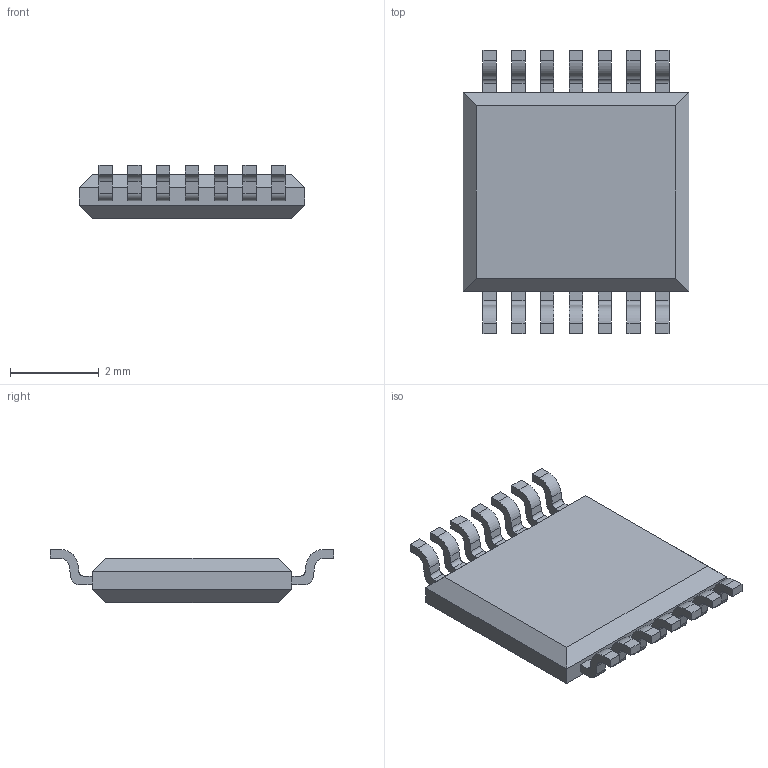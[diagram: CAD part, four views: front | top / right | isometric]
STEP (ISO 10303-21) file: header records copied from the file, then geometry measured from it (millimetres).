
FILE_DESCRIPTION (( 'STEP AP214' ), '1' );
FILE_NAME ('A94237F8-A51B-4795-B26A-4273E3F0140C.STEP', '2008-05-20T13:35:30', ( 'sysAdmin' ), ( 'SolidWorks' ), 'SwSTEP 2.0', 'SolidWorks 2008', '' );
FILE_SCHEMA (( 'AUTOMOTIVE_DESIGN' ));
Length unit declared in the file: inch
Products named in the file (1): A94237F8-A51B-4795-B26A-4273E3F0140C
Bounding box: 5.1 x 6.4 x 1.2 mm (x, y, z)
Volume: 22.3 mm3; surface area: 79 mm2
Topology: 1 solids, 1 shells, 256 faces, 679 edges, 450 vertices
Faces by surface type: plane 186, cylinder 58, bspline 12
Entity records: 9940 total; most frequent: CARTESIAN_POINT 2546, ORIENTED_EDGE 1358, DIRECTION 1261, EDGE_CURVE 679, LINE 539, VECTOR 539, VERTEX_POINT 450, AXIS2_PLACEMENT_3D 361
